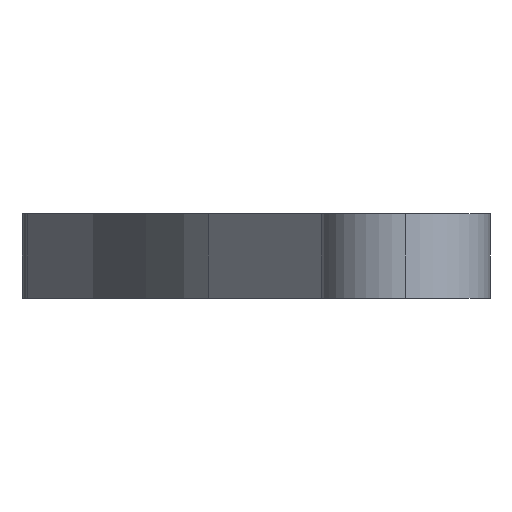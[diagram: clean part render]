
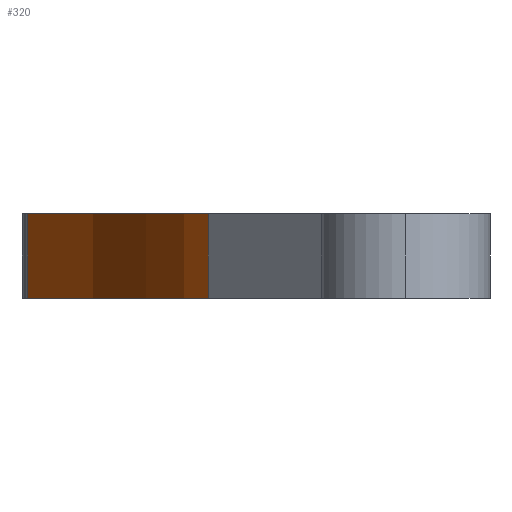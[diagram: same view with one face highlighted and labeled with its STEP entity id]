
A CAD part, left-side view. The second image highlights one B-rep face of the part: STEP entity #320.
In plain terms, the highlighted cylindrical face has radius 127 mm (diameter 254 mm), a partial arc.
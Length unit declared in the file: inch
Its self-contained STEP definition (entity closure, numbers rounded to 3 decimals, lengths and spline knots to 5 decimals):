
#106 = DIRECTION ( 'NONE',  ( -1., 0., 0. ) ) ;
#123 = AXIS2_PLACEMENT_3D ( 'NONE', #613, #846, #106 ) ;
#136 = CARTESIAN_POINT ( 'NONE',  ( -4.03355, 5.10615, 0. ) ) ;
#149 = CARTESIAN_POINT ( 'NONE',  ( -3.33768, 0.15481, 0.5 ) ) ;
#166 = VERTEX_POINT ( 'NONE', #456 ) ;
#175 = CIRCLE ( 'NONE', #697, 5. ) ;
#178 = CIRCLE ( 'NONE', #593, 5. ) ;
#285 = FACE_OUTER_BOUND ( 'NONE', #378, .T. ) ;
#295 = CARTESIAN_POINT ( 'NONE',  ( -3.33768, 0.15481, 0. ) ) ;
#307 = DIRECTION ( 'NONE',  ( 0., 0., -1. ) ) ;
#311 = DIRECTION ( 'NONE',  ( 1., 0., 0. ) ) ;
#315 = ORIENTED_EDGE ( 'NONE', *, *, #922, .T. ) ;
#320 = ADVANCED_FACE ( 'NONE', ( #285 ), #524, .F. ) ;
#331 = ORIENTED_EDGE ( 'NONE', *, *, #815, .F. ) ;
#350 = VECTOR ( 'NONE', #1063, 39.37008 ) ;
#361 = VERTEX_POINT ( 'NONE', #149 ) ;
#373 = EDGE_CURVE ( 'NONE', #763, #166, #885, .T. ) ;
#378 = EDGE_LOOP ( 'NONE', ( #315, #1033, #331, #453 ) ) ;
#446 = CARTESIAN_POINT ( 'NONE',  ( -0.89154, 1.2167, 0.5 ) ) ;
#453 = ORIENTED_EDGE ( 'NONE', *, *, #872, .F. ) ;
#456 = CARTESIAN_POINT ( 'NONE',  ( -0.89154, 1.2167, 0. ) ) ;
#481 = CARTESIAN_POINT ( 'NONE',  ( -0.89154, 1.2167, 0.5 ) ) ;
#524 = CYLINDRICAL_SURFACE ( 'NONE', #123, 5. ) ;
#554 = CARTESIAN_POINT ( 'NONE',  ( -3.33768, 0.15481, 0.5 ) ) ;
#583 = DIRECTION ( 'NONE',  ( 1., 0., 0. ) ) ;
#593 = AXIS2_PLACEMENT_3D ( 'NONE', #824, #918, #583 ) ;
#613 = CARTESIAN_POINT ( 'NONE',  ( -4.03355, 5.10615, 0.5 ) ) ;
#639 = DIRECTION ( 'NONE',  ( 0., 0., 1. ) ) ;
#676 = VECTOR ( 'NONE', #307, 39.37008 ) ;
#697 = AXIS2_PLACEMENT_3D ( 'NONE', #136, #639, #311 ) ;
#725 = VERTEX_POINT ( 'NONE', #295 ) ;
#763 = VERTEX_POINT ( 'NONE', #446 ) ;
#815 = EDGE_CURVE ( 'NONE', #725, #166, #175, .T. ) ;
#824 = CARTESIAN_POINT ( 'NONE',  ( -4.03355, 5.10615, 0.5 ) ) ;
#846 = DIRECTION ( 'NONE',  ( 0., 0., -1. ) ) ;
#872 = EDGE_CURVE ( 'NONE', #361, #725, #1050, .T. ) ;
#885 = LINE ( 'NONE', #481, #350 ) ;
#918 = DIRECTION ( 'NONE',  ( 0., 0., 1. ) ) ;
#922 = EDGE_CURVE ( 'NONE', #361, #763, #178, .T. ) ;
#1033 = ORIENTED_EDGE ( 'NONE', *, *, #373, .T. ) ;
#1050 = LINE ( 'NONE', #554, #676 ) ;
#1063 = DIRECTION ( 'NONE',  ( 0., 0., -1. ) ) ;
